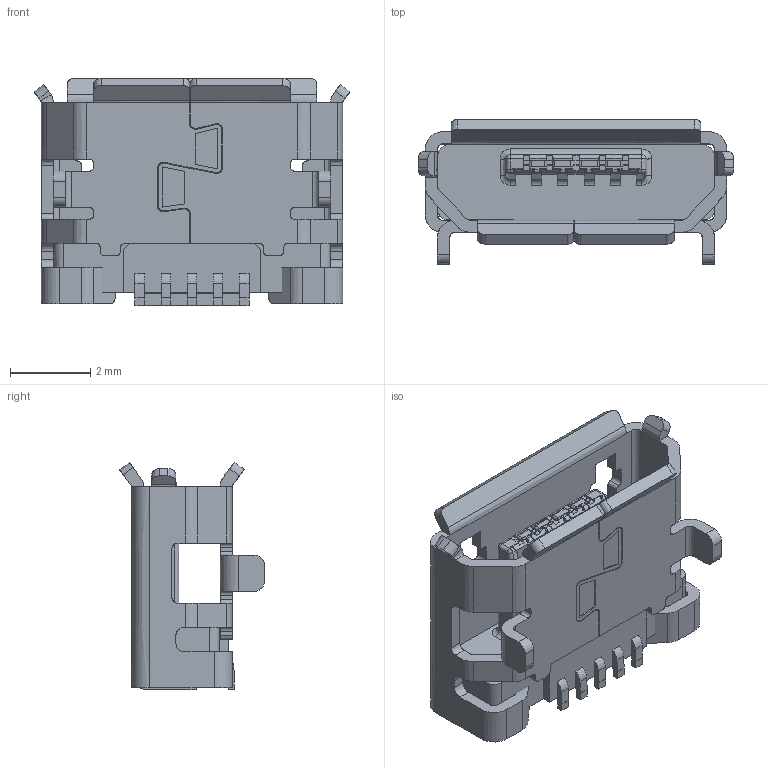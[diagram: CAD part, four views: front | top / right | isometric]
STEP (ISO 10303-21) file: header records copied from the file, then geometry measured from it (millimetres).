
FILE_DESCRIPTION (( 'STEP AP214' ), '1' );
FILE_NAME ('10118193-0001lfc.STEP', '2020-04-11T14:56:25', ( '' ), ( '' ), 'SwSTEP 2.0', 'SolidWorks 2017', '' );
FILE_SCHEMA (( 'AUTOMOTIVE_DESIGN' ));
Length unit declared in the file: millimetre
Products named in the file (1): 10118193-0001lfc
Bounding box: 7.86 x 3.6 x 5.66 mm (x, y, z)
Volume: 46.4 mm3; surface area: 271.3 mm2
Topology: 2 solids, 2 shells, 582 faces, 1635 edges, 1055 vertices
Faces by surface type: plane 339, bspline 239, sphere 4
Entity records: 30148 total; most frequent: CARTESIAN_POINT 14081, ORIENTED_EDGE 3262, DIRECTION 1758, EDGE_CURVE 1631, VECTOR 1066, LINE 1066, VERTEX_POINT 1055, EDGE_LOOP 594
